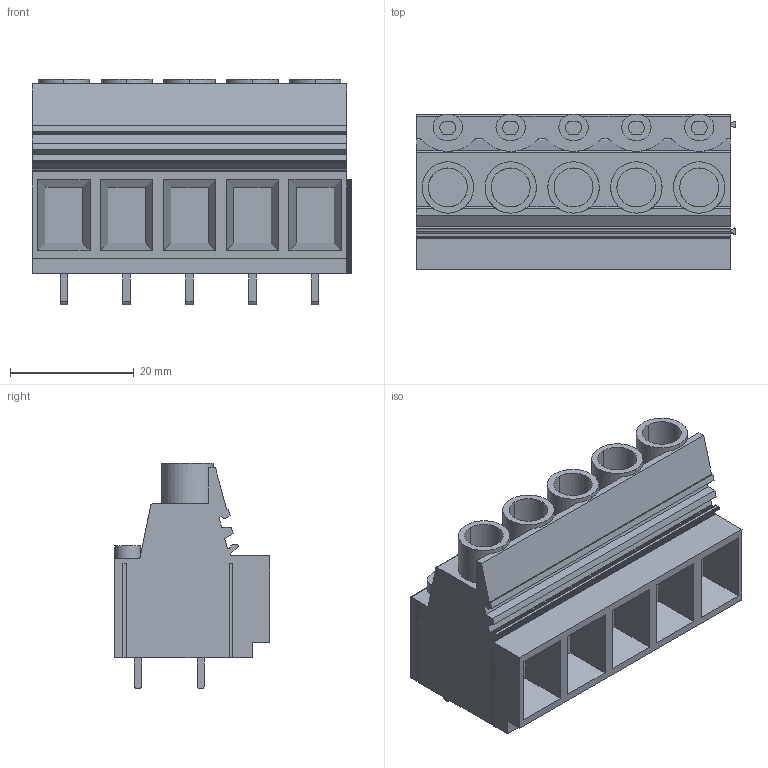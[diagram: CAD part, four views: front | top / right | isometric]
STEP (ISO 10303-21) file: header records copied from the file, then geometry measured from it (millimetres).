
FILE_DESCRIPTION(('CATIA V5 STEP Exchange','CAx-IF Rec.Pracs.--- Model Styling and Organization---1.2---2011-12-15'),'2;1');
FILE_NAME ('D1461481_0_2013880000_2013880000.stp','2018-09-01T05:04:51+00:00',('none'),('Weidmueller'),'CATIA Version 5-6 Release 2014','CATIA V5 STEP AP214','none');
FILE_SCHEMA(('AUTOMOTIVE_DESIGN { 1 0 10303 214 1 1 1 1 }'));
Length unit declared in the file: millimetre
Products named in the file (1): 2013880000
Bounding box: 51.6 x 25.1 x 36.5 mm (x, y, z)
Volume: 24691.8 mm3; surface area: 9985.2 mm2
Topology: 6 solids, 6 shells, 295 faces, 794 edges, 526 vertices
Faces by surface type: plane 202, cylinder 93
Entity records: 8967 total; most frequent: CARTESIAN_POINT 2021, ORIENTED_EDGE 1588, DIRECTION 1139, EDGE_CURVE 794, VECTOR 558, LINE 558, VERTEX_POINT 526, AXIS2_PLACEMENT_3D 377
